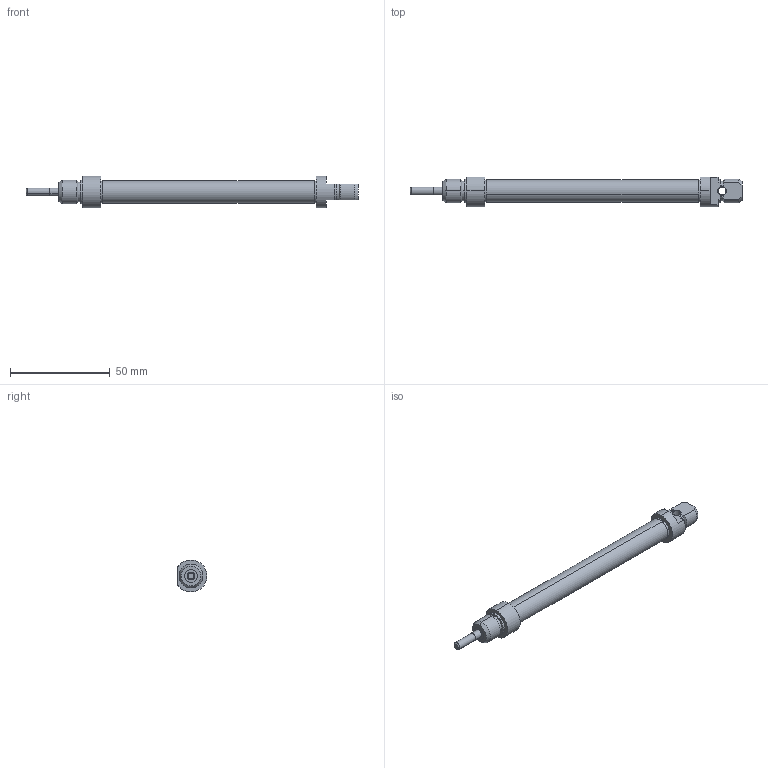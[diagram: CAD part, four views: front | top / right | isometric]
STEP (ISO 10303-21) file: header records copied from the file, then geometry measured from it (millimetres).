
FILE_DESCRIPTION (( 'STEP AP203' ), '1' );
FILE_NAME ('MF0100080A.step', '2012-10-17T16:32:01', ( '' ), ( '' ), 'SwSTEP 2.0', 'SolidWorks 2012', '' );
FILE_SCHEMA (( 'CONFIG_CONTROL_DESIGN' ));
Length unit declared in the file: millimetre
Products named in the file (1): MF0100080A
Bounding box: 166.5 x 15 x 16 mm (x, y, z)
Volume: 10950.8 mm3; surface area: 10267.5 mm2
Topology: 1 solids, 3 shells, 94 faces, 221 edges, 141 vertices
Faces by surface type: cylinder 45, plane 25, cone 24
Entity records: 2878 total; most frequent: CARTESIAN_POINT 561, DIRECTION 507, ORIENTED_EDGE 438, EDGE_CURVE 219, AXIS2_PLACEMENT_3D 207, VERTEX_POINT 141, CIRCLE 112, EDGE_LOOP 110
